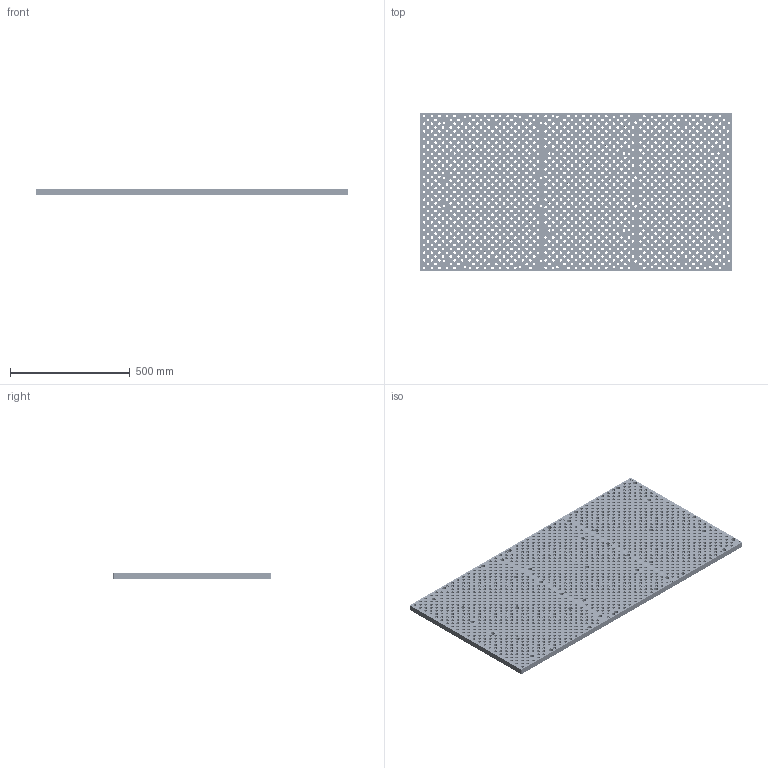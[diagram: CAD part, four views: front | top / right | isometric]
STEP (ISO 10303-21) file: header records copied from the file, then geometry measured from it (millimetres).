
FILE_DESCRIPTION(/* description */ (''),/* implementation_level */ '2;1');
FILE_NAME(/* name */ 'Tormach 24R Fixture Plate Set Rev2.step',/* time_stamp */ '2025-11-26T09:18:04-05:00',/* author */ (''),/* organization */ (''),/* preprocessor_version */ 'ST-DEVELOPER v20.1',/* originating_system */ 'Autodesk Translation Framework v14.21.0.0',/* authorisation */ '');
FILE_SCHEMA (('AUTOMOTIVE_DESIGN { 1 0 10303 214 3 1 1 }'));
Products named in the file (4): 24R CAD Master; Plate 1; Plate 2; Plate 3
Assembly tree (3 placements, depth 2):
  24R CAD Master
    Plate 1
    Plate 2
    Plate 3
Bounding box: 1307.6 x 660.4 x 23.37 mm (x, y, z)
Volume: 16314701.1 mm3; surface area: 2924673.1 mm2
Topology: 3 solids, 3 shells, 5451 faces, 11460 edges, 7640 vertices
Faces by surface type: cylinder 3344, plane 1878, bspline 229
Full cylindrical faces by diameter (mm): 8 x2, 10 x15, 10.008 x19, 10.808 x1555, 12.713 x1559, 18 x15, 18.009 x16, 19.99 x3
Entity records: 159590 total; most frequent: CARTESIAN_POINT 30479, DIRECTION 28012, ORIENTED_EDGE 22920, AXIS2_PLACEMENT_3D 11917, EDGE_CURVE 11460, EDGE_LOOP 10254, VERTEX_POINT 7640, CIRCLE 6688
